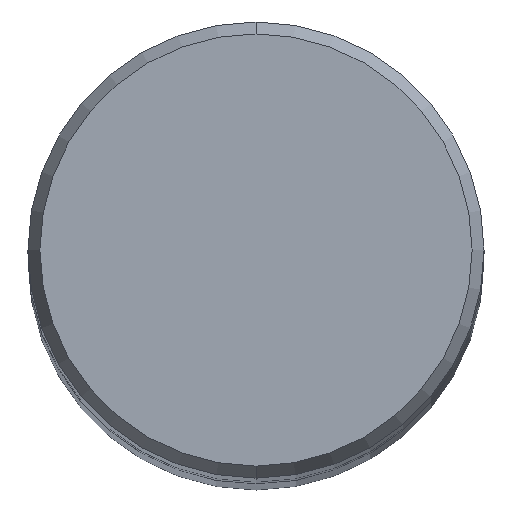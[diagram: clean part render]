
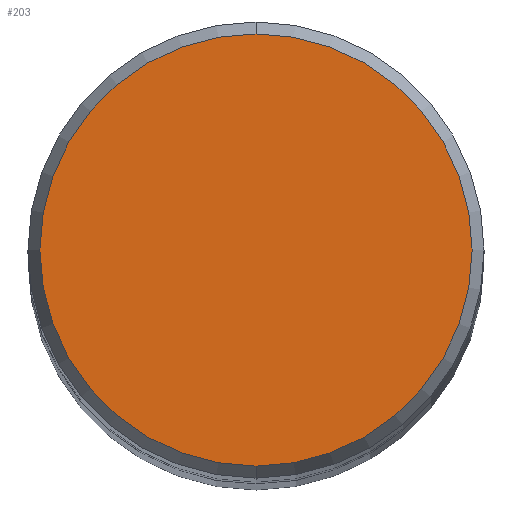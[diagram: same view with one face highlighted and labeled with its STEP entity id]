
A CAD part, top view. The second image highlights one B-rep face of the part: STEP entity #203.
In plain terms, the highlighted planar face has unit normal (0, 0, 1).
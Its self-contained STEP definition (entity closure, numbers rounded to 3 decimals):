
#109=VERTEX_POINT('',#261);
#203=ADVANCED_FACE('',(#369),#370,.T.);
#209=EDGE_CURVE('',#215,#109,#376,.T.);
#215=VERTEX_POINT('',#382);
#219=EDGE_CURVE('',#109,#215,#387,.T.);
#261=CARTESIAN_POINT('',(0.,-4.14,0.0));
#369=FACE_OUTER_BOUND('',#565,.T.);
#370=PLANE('',#566);
#376=CIRCLE('',#574,4.14);
#382=CARTESIAN_POINT('',(0.0,4.14,0.0));
#387=CIRCLE('',#587,4.14);
#565=EDGE_LOOP('',(#763,#764));
#566=AXIS2_PLACEMENT_3D('',#765,#766,#767);
#574=AXIS2_PLACEMENT_3D('',#771,#772,#773);
#587=AXIS2_PLACEMENT_3D('',#785,#786,#787);
#763=ORIENTED_EDGE('',*,*,#209,.F.);
#764=ORIENTED_EDGE('',*,*,#219,.F.);
#765=CARTESIAN_POINT('',(0.0,2.07,0.0));
#766=DIRECTION('',(-0.0,0.0,1.0));
#767=DIRECTION('',(0.0,-1.0,0.0));
#771=CARTESIAN_POINT('',(0.0,0.0,0.0));
#772=DIRECTION('',(0.0,0.0,-1.0));
#773=DIRECTION('',(0.0,1.0,0.0));
#785=CARTESIAN_POINT('',(0.0,0.0,0.0));
#786=DIRECTION('',(0.0,0.0,-1.0));
#787=DIRECTION('',(0.0,1.0,0.0));
